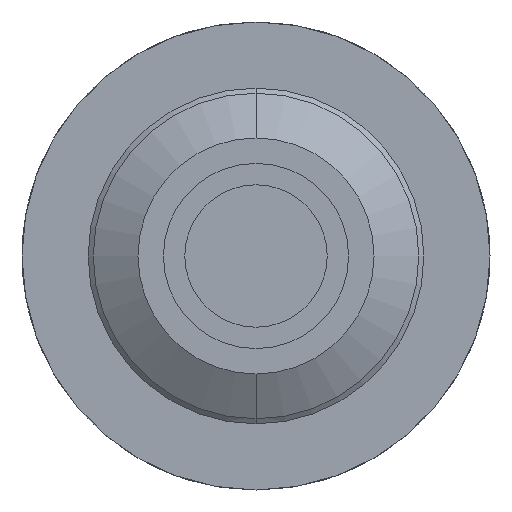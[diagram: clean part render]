
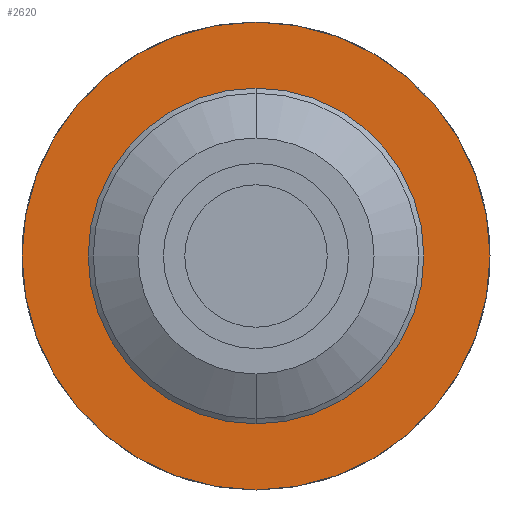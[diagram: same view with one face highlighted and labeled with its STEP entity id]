
A CAD part, front view. The second image highlights one B-rep face of the part: STEP entity #2620.
In plain terms, the highlighted planar face has unit normal (0, -1, 0).
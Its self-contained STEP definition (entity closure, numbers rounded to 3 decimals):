
#41 = PLANE ( 'NONE',  #1484 ) ;
#113 = DIRECTION ( 'NONE',  ( 0., 1., 0. ) ) ;
#183 = EDGE_LOOP ( 'NONE', ( #262, #2327 ) ) ;
#262 = ORIENTED_EDGE ( 'NONE', *, *, #1730, .T. ) ;
#515 = DIRECTION ( 'NONE',  ( 0., 0., 1. ) ) ;
#559 = VERTEX_POINT ( 'NONE', #1821 ) ;
#681 = AXIS2_PLACEMENT_3D ( 'NONE', #2306, #113, #1058 ) ;
#785 = EDGE_CURVE ( 'Defeature ausgef�hrt2_6+Defeature ausgef�hrt2_4+Defeature ausgef�hrt2_4+Defeature ausgef�hrt2_4', #559, #1549, #3571, .T. ) ;
#789 = ORIENTED_EDGE ( 'NONE', *, *, #1839, .F. ) ;
#820 = FACE_OUTER_BOUND ( 'NONE', #2456, .T. ) ;
#835 = CARTESIAN_POINT ( 'NONE',  ( 0., -2., 0. ) ) ;
#968 = DIRECTION ( 'NONE',  ( 0., 1., 0. ) ) ;
#1049 = FACE_BOUND ( 'NONE', #183, .T. ) ;
#1058 = DIRECTION ( 'NONE',  ( 0., 0., 1. ) ) ;
#1069 = CARTESIAN_POINT ( 'NONE',  ( 0., -2., -1.15 ) ) ;
#1163 = DIRECTION ( 'NONE',  ( 0., 0., 1. ) ) ;
#1214 = CARTESIAN_POINT ( 'NONE',  ( 0., -2., 0.825 ) ) ;
#1305 = VERTEX_POINT ( 'NONE', #2919 ) ;
#1457 = AXIS2_PLACEMENT_3D ( 'NONE', #3822, #2016, #2678 ) ;
#1484 = AXIS2_PLACEMENT_3D ( 'NONE', #2782, #968, #1911 ) ;
#1549 = VERTEX_POINT ( 'NONE', #1214 ) ;
#1730 = EDGE_CURVE ( 'Defeature ausgef�hrt2_6+Defeature ausgef�hrt2_4+Defeature ausgef�hrt2_4+Defeature ausgef�hrt2_4', #1549, #559, #2000, .T. ) ;
#1821 = CARTESIAN_POINT ( 'NONE',  ( 0., -2., -0.825 ) ) ;
#1839 = EDGE_CURVE ( 'Defeature ausgef�hrt2_5+Defeature ausgef�hrt2_6+Defeature ausgef�hrt2_6+Defeature ausgef�hrt2_6', #1305, #3759, #3804, .T. ) ;
#1848 = EDGE_CURVE ( 'Defeature ausgef�hrt2_5+Defeature ausgef�hrt2_6+Defeature ausgef�hrt2_6+Defeature ausgef�hrt2_6', #3759, #1305, #3697, .T. ) ;
#1911 = DIRECTION ( 'NONE',  ( 0., 0., 1. ) ) ;
#1932 = AXIS2_PLACEMENT_3D ( 'NONE', #835, #2033, #1163 ) ;
#2000 = CIRCLE ( 'NONE', #681, 0.825 ) ;
#2016 = DIRECTION ( 'NONE',  ( 0., 1., 0. ) ) ;
#2033 = DIRECTION ( 'NONE',  ( 0., 1., 0. ) ) ;
#2306 = CARTESIAN_POINT ( 'NONE',  ( 0., -2., 0. ) ) ;
#2327 = ORIENTED_EDGE ( 'NONE', *, *, #785, .T. ) ;
#2335 = DIRECTION ( 'NONE',  ( 0., 1., 0. ) ) ;
#2456 = EDGE_LOOP ( 'NONE', ( #789, #3110 ) ) ;
#2620 = ADVANCED_FACE ( 'Defeature ausgef�hrt2_6', ( #820, #1049 ), #41, .F. ) ;
#2678 = DIRECTION ( 'NONE',  ( 0., 0., 1. ) ) ;
#2782 = CARTESIAN_POINT ( 'NONE',  ( 1.15, -2., 0. ) ) ;
#2919 = CARTESIAN_POINT ( 'NONE',  ( 0., -2., 1.15 ) ) ;
#3110 = ORIENTED_EDGE ( 'NONE', *, *, #1848, .F. ) ;
#3181 = AXIS2_PLACEMENT_3D ( 'NONE', #3839, #2335, #515 ) ;
#3571 = CIRCLE ( 'NONE', #3181, 0.825 ) ;
#3697 = CIRCLE ( 'NONE', #1932, 1.15 ) ;
#3759 = VERTEX_POINT ( 'NONE', #1069 ) ;
#3804 = CIRCLE ( 'NONE', #1457, 1.15 ) ;
#3822 = CARTESIAN_POINT ( 'NONE',  ( 0., -2., 0. ) ) ;
#3839 = CARTESIAN_POINT ( 'NONE',  ( 0., -2., 0. ) ) ;
